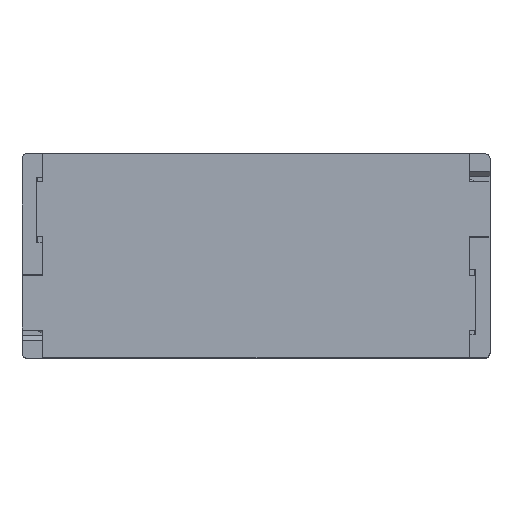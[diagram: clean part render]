
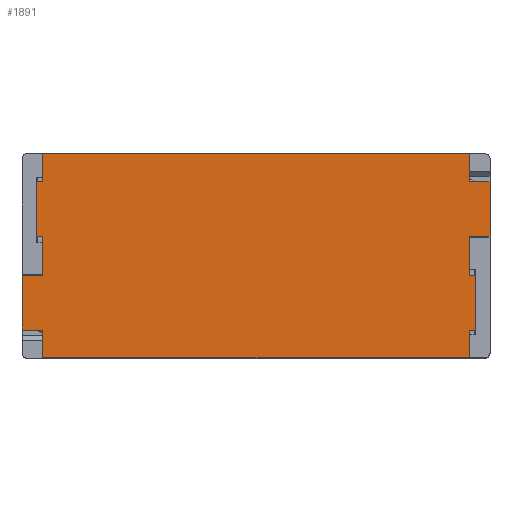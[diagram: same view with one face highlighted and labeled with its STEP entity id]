
A CAD part, top view. The second image highlights one B-rep face of the part: STEP entity #1891.
In plain terms, the highlighted planar face has unit normal (0, 0, 1).
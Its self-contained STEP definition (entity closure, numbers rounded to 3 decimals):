
#1891 = ADVANCED_FACE( '', ( #4839 ), #4840, .F. );
#4839 = FACE_OUTER_BOUND( '', #9166, .T. );
#4840 = PLANE( '', #9167 );
#9166 = EDGE_LOOP( '', ( #16668, #16669, #16670, #16671, #16672, #16673, #16674, #16675, #16676, #16677, #16678, #16679, #16680, #16681, #16682, #16683, #16684, #16685, #16686, #16687 ) );
#9167 = AXIS2_PLACEMENT_3D( '', #16688, #16689, #16690 );
#16668 = ORIENTED_EDGE( '', *, *, #28282, .F. );
#16669 = ORIENTED_EDGE( '', *, *, #26769, .F. );
#16670 = ORIENTED_EDGE( '', *, *, #28283, .F. );
#16671 = ORIENTED_EDGE( '', *, *, #28284, .F. );
#16672 = ORIENTED_EDGE( '', *, *, #28285, .F. );
#16673 = ORIENTED_EDGE( '', *, *, #28286, .F. );
#16674 = ORIENTED_EDGE( '', *, *, #28287, .F. );
#16675 = ORIENTED_EDGE( '', *, *, #28288, .F. );
#16676 = ORIENTED_EDGE( '', *, *, #28289, .F. );
#16677 = ORIENTED_EDGE( '', *, *, #28290, .F. );
#16678 = ORIENTED_EDGE( '', *, *, #28291, .F. );
#16679 = ORIENTED_EDGE( '', *, *, #28292, .F. );
#16680 = ORIENTED_EDGE( '', *, *, #27594, .F. );
#16681 = ORIENTED_EDGE( '', *, *, #28293, .F. );
#16682 = ORIENTED_EDGE( '', *, *, #28294, .F. );
#16683 = ORIENTED_EDGE( '', *, *, #28295, .F. );
#16684 = ORIENTED_EDGE( '', *, *, #27560, .F. );
#16685 = ORIENTED_EDGE( '', *, *, #28296, .F. );
#16686 = ORIENTED_EDGE( '', *, *, #26947, .F. );
#16687 = ORIENTED_EDGE( '', *, *, #28297, .F. );
#16688 = CARTESIAN_POINT( '', ( 2., 17.1, 26.901 ) );
#16689 = DIRECTION( '', ( 0., 0., -1. ) );
#16690 = DIRECTION( '', ( -1., 0., 0. ) );
#26769 = EDGE_CURVE( '', #31692, #31694, #31695, .T. );
#26947 = EDGE_CURVE( '', #32018, #32020, #32021, .T. );
#27560 = EDGE_CURVE( '', #33098, #33100, #33101, .T. );
#27594 = EDGE_CURVE( '', #33155, #33157, #33158, .T. );
#28282 = EDGE_CURVE( '', #31694, #34327, #34328, .T. );
#28283 = EDGE_CURVE( '', #34329, #31692, #34330, .T. );
#28284 = EDGE_CURVE( '', #34331, #34329, #34332, .T. );
#28285 = EDGE_CURVE( '', #34333, #34331, #34334, .T. );
#28286 = EDGE_CURVE( '', #34335, #34333, #34336, .T. );
#28287 = EDGE_CURVE( '', #34337, #34335, #34338, .T. );
#28288 = EDGE_CURVE( '', #34339, #34337, #34340, .T. );
#28289 = EDGE_CURVE( '', #34341, #34339, #34342, .T. );
#28290 = EDGE_CURVE( '', #34343, #34341, #34344, .T. );
#28291 = EDGE_CURVE( '', #34345, #34343, #34346, .T. );
#28292 = EDGE_CURVE( '', #33157, #34345, #34347, .T. );
#28293 = EDGE_CURVE( '', #34348, #33155, #34349, .T. );
#28294 = EDGE_CURVE( '', #34350, #34348, #34351, .T. );
#28295 = EDGE_CURVE( '', #33100, #34350, #34352, .T. );
#28296 = EDGE_CURVE( '', #32020, #33098, #34353, .T. );
#28297 = EDGE_CURVE( '', #34327, #32018, #34354, .T. );
#31692 = VERTEX_POINT( '', #39012 );
#31694 = VERTEX_POINT( '', #39015 );
#31695 = LINE( '', #39016, #39017 );
#32018 = VERTEX_POINT( '', #39493 );
#32020 = VERTEX_POINT( '', #39496 );
#32021 = LINE( '', #39497, #39498 );
#33098 = VERTEX_POINT( '', #41386 );
#33100 = VERTEX_POINT( '', #41389 );
#33101 = LINE( '', #41390, #41391 );
#33155 = VERTEX_POINT( '', #41460 );
#33157 = VERTEX_POINT( '', #41463 );
#33158 = LINE( '', #41464, #41465 );
#34327 = VERTEX_POINT( '', #43861 );
#34328 = LINE( '', #43862, #43863 );
#34329 = VERTEX_POINT( '', #43864 );
#34330 = LINE( '', #43865, #43866 );
#34331 = VERTEX_POINT( '', #43867 );
#34332 = LINE( '', #43868, #43869 );
#34333 = VERTEX_POINT( '', #43870 );
#34334 = LINE( '', #43871, #43872 );
#34335 = VERTEX_POINT( '', #43873 );
#34336 = LINE( '', #43874, #43875 );
#34337 = VERTEX_POINT( '', #43876 );
#34338 = LINE( '', #43877, #43878 );
#34339 = VERTEX_POINT( '', #43879 );
#34340 = LINE( '', #43880, #43881 );
#34341 = VERTEX_POINT( '', #43882 );
#34342 = LINE( '', #43883, #43884 );
#34343 = VERTEX_POINT( '', #43885 );
#34344 = LINE( '', #43886, #43887 );
#34345 = VERTEX_POINT( '', #43888 );
#34346 = LINE( '', #43889, #43890 );
#34347 = LINE( '', #43891, #43892 );
#34348 = VERTEX_POINT( '', #43893 );
#34349 = LINE( '', #43894, #43895 );
#34350 = VERTEX_POINT( '', #43896 );
#34351 = LINE( '', #43897, #43898 );
#34352 = LINE( '', #43899, #43900 );
#34353 = LINE( '', #43901, #43902 );
#34354 = LINE( '', #43903, #43904 );
#39012 = CARTESIAN_POINT( '', ( 0., 17.1, 26.901 ) );
#39015 = CARTESIAN_POINT( '', ( 2., 17.1, 26.901 ) );
#39016 = CARTESIAN_POINT( '', ( 2., 17.1, 26.901 ) );
#39017 = VECTOR( '', #51771, 1000. );
#39493 = CARTESIAN_POINT( '', ( 43.38, 19.8, 26.901 ) );
#39496 = CARTESIAN_POINT( '', ( 43.38, 17.1, 26.901 ) );
#39497 = CARTESIAN_POINT( '', ( 43.38, 17.1, 26.901 ) );
#39498 = VECTOR( '', #51993, 1000. );
#41386 = CARTESIAN_POINT( '', ( 45.38, 17.1, 26.901 ) );
#41389 = CARTESIAN_POINT( '', ( 45.38, 11.8, 26.901 ) );
#41390 = CARTESIAN_POINT( '', ( 45.38, 11.8, 26.901 ) );
#41391 = VECTOR( '', #52676, 1000. );
#41460 = CARTESIAN_POINT( '', ( 45.38, 8., 26.901 ) );
#41463 = CARTESIAN_POINT( '', ( 45.38, 2.7, 26.901 ) );
#41464 = CARTESIAN_POINT( '', ( 45.38, 8., 26.901 ) );
#41465 = VECTOR( '', #52723, 1000. );
#43861 = CARTESIAN_POINT( '', ( 2., 19.8, 26.901 ) );
#43862 = CARTESIAN_POINT( '', ( 2., 19.8, 26.901 ) );
#43863 = VECTOR( '', #53463, 1000. );
#43864 = CARTESIAN_POINT( '', ( 0., 11.8, 26.901 ) );
#43865 = CARTESIAN_POINT( '', ( 0., 17.1, 26.901 ) );
#43866 = VECTOR( '', #53464, 1000. );
#43867 = CARTESIAN_POINT( '', ( 2., 11.8, 26.901 ) );
#43868 = CARTESIAN_POINT( '', ( 0., 11.8, 26.901 ) );
#43869 = VECTOR( '', #53465, 1000. );
#43870 = CARTESIAN_POINT( '', ( 2., 8., 26.901 ) );
#43871 = CARTESIAN_POINT( '', ( 2., 8., 26.901 ) );
#43872 = VECTOR( '', #53466, 1000. );
#43873 = CARTESIAN_POINT( '', ( 0., 8., 26.901 ) );
#43874 = CARTESIAN_POINT( '', ( 2., 8., 26.901 ) );
#43875 = VECTOR( '', #53467, 1000. );
#43876 = CARTESIAN_POINT( '', ( 0., 2.7, 26.901 ) );
#43877 = CARTESIAN_POINT( '', ( 0., 8., 26.901 ) );
#43878 = VECTOR( '', #53468, 1000. );
#43879 = CARTESIAN_POINT( '', ( 2., 2.7, 26.901 ) );
#43880 = CARTESIAN_POINT( '', ( 0., 2.7, 26.901 ) );
#43881 = VECTOR( '', #53469, 1000. );
#43882 = CARTESIAN_POINT( '', ( 2., 0., 26.901 ) );
#43883 = CARTESIAN_POINT( '', ( 2., 2.7, 26.901 ) );
#43884 = VECTOR( '', #53470, 1000. );
#43885 = CARTESIAN_POINT( '', ( 43.38, 0., 26.901 ) );
#43886 = CARTESIAN_POINT( '', ( 2., 0., 26.901 ) );
#43887 = VECTOR( '', #53471, 1000. );
#43888 = CARTESIAN_POINT( '', ( 43.38, 2.7, 26.901 ) );
#43889 = CARTESIAN_POINT( '', ( 43.38, 0., 26.901 ) );
#43890 = VECTOR( '', #53472, 1000. );
#43891 = CARTESIAN_POINT( '', ( 43.38, 2.7, 26.901 ) );
#43892 = VECTOR( '', #53473, 1000. );
#43893 = CARTESIAN_POINT( '', ( 43.38, 8., 26.901 ) );
#43894 = CARTESIAN_POINT( '', ( 45.38, 8., 26.901 ) );
#43895 = VECTOR( '', #53474, 1000. );
#43896 = CARTESIAN_POINT( '', ( 43.38, 11.8, 26.901 ) );
#43897 = CARTESIAN_POINT( '', ( 43.38, 8., 26.901 ) );
#43898 = VECTOR( '', #53475, 1000. );
#43899 = CARTESIAN_POINT( '', ( 43.38, 11.8, 26.901 ) );
#43900 = VECTOR( '', #53476, 1000. );
#43901 = CARTESIAN_POINT( '', ( 45.38, 17.1, 26.901 ) );
#43902 = VECTOR( '', #53477, 1000. );
#43903 = CARTESIAN_POINT( '', ( 2., 19.8, 26.901 ) );
#43904 = VECTOR( '', #53478, 1000. );
#51771 = DIRECTION( '', ( 1., 0., 0. ) );
#51993 = DIRECTION( '', ( 0., -1., 0. ) );
#52676 = DIRECTION( '', ( 0., -1., 0. ) );
#52723 = DIRECTION( '', ( 0., -1., 0. ) );
#53463 = DIRECTION( '', ( 0., 1., 0. ) );
#53464 = DIRECTION( '', ( 0., 1., 0. ) );
#53465 = DIRECTION( '', ( -1., 0., 0. ) );
#53466 = DIRECTION( '', ( 0., 1., 0. ) );
#53467 = DIRECTION( '', ( 1., 0., 0. ) );
#53468 = DIRECTION( '', ( 0., 1., 0. ) );
#53469 = DIRECTION( '', ( -1., 0., 0. ) );
#53470 = DIRECTION( '', ( 0., 1., 0. ) );
#53471 = DIRECTION( '', ( -1., 0., 0. ) );
#53472 = DIRECTION( '', ( 0., -1., 0. ) );
#53473 = DIRECTION( '', ( -1., 0., 0. ) );
#53474 = DIRECTION( '', ( 1., 0., 0. ) );
#53475 = DIRECTION( '', ( 0., -1., 0. ) );
#53476 = DIRECTION( '', ( -1., 0., 0. ) );
#53477 = DIRECTION( '', ( 1., 0., 0. ) );
#53478 = DIRECTION( '', ( 1., 0., 0. ) );
